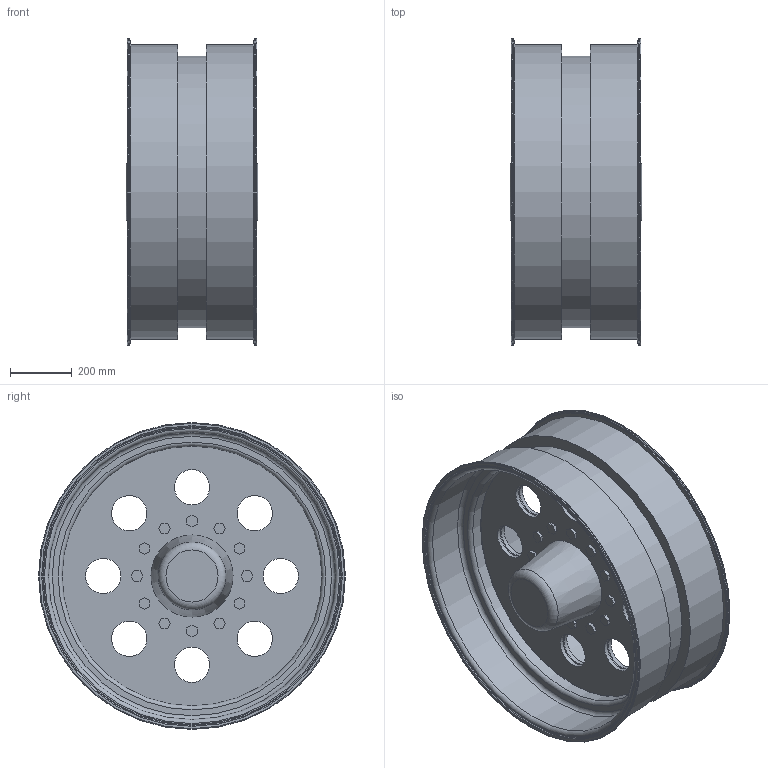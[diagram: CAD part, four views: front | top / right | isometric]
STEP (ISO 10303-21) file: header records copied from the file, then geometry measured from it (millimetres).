
FILE_DESCRIPTION(/* description */ (''),/* implementation_level */ '2;1');
FILE_NAME(/* name */ '5fca9cb3ca8247140291b463',/* time_stamp */ '2020-12-04T20:31:47+00:00',/* author */ (''),/* organization */ (''),/* preprocessor_version */ 'ST-DEVELOPER v16.7',/* originating_system */ $,/* authorisation */ $);
FILE_SCHEMA (('AUTOMOTIVE_DESIGN {1 0 10303 214 3 1 1}'));
Length unit declared in the file: metre
Products named in the file (1): Wheel O
Bounding box: 426.72 x 993.14 x 993.14 mm (x, y, z)
Volume: 54615113.4 mm3; surface area: 4314459.3 mm2
Topology: 1 solids, 1 shells, 247 faces, 584 edges, 377 vertices
Faces by surface type: plane 184, torus 34, cylinder 27, cone 2
Full cylindrical faces by diameter (mm): 114.3 x16, 840.74 x2, 878.84 x1, 929.64 x2, 955.04 x2, 980.44 x2, 993.14 x2
Entity records: 6708 total; most frequent: CARTESIAN_POINT 1140, DIRECTION 1100, ORIENTED_EDGE 1036, EDGE_CURVE 518, LINE 432, VECTOR 432, VERTEX_POINT 374, EDGE_LOOP 364
